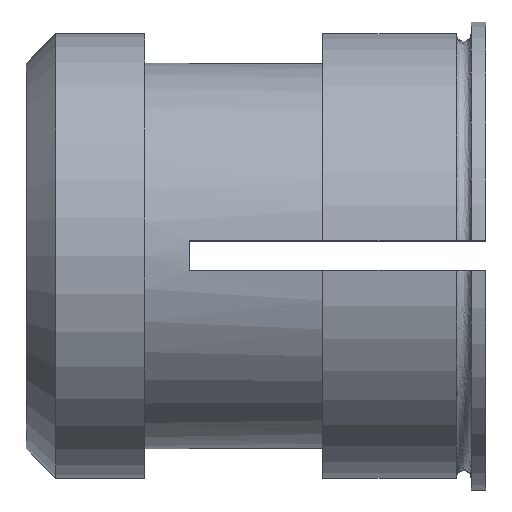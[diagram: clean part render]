
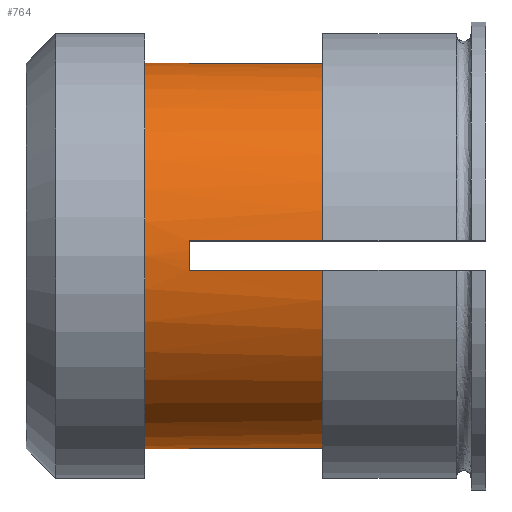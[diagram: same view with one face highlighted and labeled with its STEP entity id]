
A CAD part, top view. The second image highlights one B-rep face of the part: STEP entity #764.
In plain terms, the highlighted cylindrical face has radius 6.5 mm (diameter 13 mm), a partial arc.
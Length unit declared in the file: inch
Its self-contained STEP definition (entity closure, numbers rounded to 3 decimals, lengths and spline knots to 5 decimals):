
#9 = VECTOR ( 'NONE', #977, 39.37008 ) ;
#40 = ORIENTED_EDGE ( 'NONE', *, *, #794, .T. ) ;
#42 = CIRCLE ( 'NONE', #1696, 0.25591 ) ;
#57 = EDGE_CURVE ( 'NONE', #671, #1703, #1440, .T. ) ;
#60 = EDGE_CURVE ( 'NONE', #671, #861, #42, .T. ) ;
#106 = DIRECTION ( 'NONE',  ( -1., 0., 0. ) ) ;
#108 = DIRECTION ( 'NONE',  ( -1., 0., 0. ) ) ;
#151 = DIRECTION ( 'NONE',  ( 1., 0., 0. ) ) ;
#164 = CIRCLE ( 'NONE', #609, 0.25591 ) ;
#287 = DIRECTION ( 'NONE',  ( 0., 0., -1. ) ) ;
#306 = AXIS2_PLACEMENT_3D ( 'NONE', #1414, #1727, #1132 ) ;
#308 = CARTESIAN_POINT ( 'NONE',  ( -0.03051, -0.25591, 0. ) ) ;
#315 = CARTESIAN_POINT ( 'NONE',  ( 0.15748, -0.25591, 0. ) ) ;
#362 = CARTESIAN_POINT ( 'NONE',  ( 0.61024, -0.25515, 0.01969 ) ) ;
#377 = CARTESIAN_POINT ( 'NONE',  ( 0.3937, 0.01969, 0.25515 ) ) ;
#380 = CARTESIAN_POINT ( 'NONE',  ( 0.15748, 0., 0. ) ) ;
#393 = LINE ( 'NONE', #1212, #934 ) ;
#402 = DIRECTION ( 'NONE',  ( -1., 0., 0. ) ) ;
#414 = FACE_OUTER_BOUND ( 'NONE', #1656, .T. ) ;
#415 = VERTEX_POINT ( 'NONE', #1740 ) ;
#467 = CARTESIAN_POINT ( 'NONE',  ( 0.15748, 0.25591, 0. ) ) ;
#469 = VECTOR ( 'NONE', #678, 39.37008 ) ;
#547 = VERTEX_POINT ( 'NONE', #467 ) ;
#550 = DIRECTION ( 'NONE',  ( 0., 0., -1. ) ) ;
#557 = ORIENTED_EDGE ( 'NONE', *, *, #1112, .T. ) ;
#570 = AXIS2_PLACEMENT_3D ( 'NONE', #1526, #402, #550 ) ;
#573 = CIRCLE ( 'NONE', #739, 0.25591 ) ;
#609 = AXIS2_PLACEMENT_3D ( 'NONE', #1732, #913, #287 ) ;
#614 = CIRCLE ( 'NONE', #1067, 0.25591 ) ;
#617 = VERTEX_POINT ( 'NONE', #1464 ) ;
#637 = DIRECTION ( 'NONE',  ( -1., 0., 0. ) ) ;
#655 = ORIENTED_EDGE ( 'NONE', *, *, #1312, .T. ) ;
#671 = VERTEX_POINT ( 'NONE', #1422 ) ;
#677 = VERTEX_POINT ( 'NONE', #1896 ) ;
#678 = DIRECTION ( 'NONE',  ( 1., 0., 0. ) ) ;
#684 = CARTESIAN_POINT ( 'NONE',  ( 0.21654, 0., 0. ) ) ;
#728 = ORIENTED_EDGE ( 'NONE', *, *, #1299, .F. ) ;
#739 = AXIS2_PLACEMENT_3D ( 'NONE', #1859, #890, #1076 ) ;
#764 = ADVANCED_FACE ( 'NONE', ( #414 ), #1091, .T. ) ;
#769 = VECTOR ( 'NONE', #108, 39.37008 ) ;
#793 = VERTEX_POINT ( 'NONE', #315 ) ;
#794 = EDGE_CURVE ( 'NONE', #793, #415, #1783, .T. ) ;
#820 = CIRCLE ( 'NONE', #570, 0.25591 ) ;
#861 = VERTEX_POINT ( 'NONE', #1192 ) ;
#872 = ORIENTED_EDGE ( 'NONE', *, *, #1163, .F. ) ;
#874 = EDGE_CURVE ( 'NONE', #1050, #1037, #1816, .T. ) ;
#890 = DIRECTION ( 'NONE',  ( 1., 0., 0. ) ) ;
#901 = VECTOR ( 'NONE', #151, 39.37008 ) ;
#913 = DIRECTION ( 'NONE',  ( -1., 0., 0. ) ) ;
#931 = ORIENTED_EDGE ( 'NONE', *, *, #1955, .T. ) ;
#934 = VECTOR ( 'NONE', #106, 39.37008 ) ;
#977 = DIRECTION ( 'NONE',  ( 1., 0., 0. ) ) ;
#986 = CARTESIAN_POINT ( 'NONE',  ( 0.61024, 0.01969, 0.25515 ) ) ;
#1037 = VERTEX_POINT ( 'NONE', #1826 ) ;
#1050 = VERTEX_POINT ( 'NONE', #1550 ) ;
#1053 = DIRECTION ( 'NONE',  ( -1., 0., 0. ) ) ;
#1067 = AXIS2_PLACEMENT_3D ( 'NONE', #380, #1053, #1675 ) ;
#1076 = DIRECTION ( 'NONE',  ( 0., 0., -1. ) ) ;
#1089 = ORIENTED_EDGE ( 'NONE', *, *, #57, .T. ) ;
#1091 = CYLINDRICAL_SURFACE ( 'NONE', #306, 0.25591 ) ;
#1112 = EDGE_CURVE ( 'NONE', #677, #861, #1256, .T. ) ;
#1132 = DIRECTION ( 'NONE',  ( 0., 0., -1. ) ) ;
#1133 = CARTESIAN_POINT ( 'NONE',  ( 0.21654, 0., 0. ) ) ;
#1158 = CARTESIAN_POINT ( 'NONE',  ( 0.3937, 0.25515, 0.01969 ) ) ;
#1163 = EDGE_CURVE ( 'NONE', #1050, #415, #573, .T. ) ;
#1167 = VERTEX_POINT ( 'NONE', #1521 ) ;
#1192 = CARTESIAN_POINT ( 'NONE',  ( 0.21654, -0.01969, 0.25515 ) ) ;
#1212 = CARTESIAN_POINT ( 'NONE',  ( -0.03051, 0.25591, 0. ) ) ;
#1223 = DIRECTION ( 'NONE',  ( 0., 0., -1. ) ) ;
#1224 = CARTESIAN_POINT ( 'NONE',  ( 0.61024, -0.01969, 0.25515 ) ) ;
#1256 = LINE ( 'NONE', #1224, #769 ) ;
#1275 = DIRECTION ( 'NONE',  ( 0., 0., -1. ) ) ;
#1299 = EDGE_CURVE ( 'NONE', #793, #547, #614, .T. ) ;
#1312 = EDGE_CURVE ( 'NONE', #617, #1167, #1787, .T. ) ;
#1340 = DIRECTION ( 'NONE',  ( -1., 0., 0. ) ) ;
#1414 = CARTESIAN_POINT ( 'NONE',  ( -0.03051, 0., 0. ) ) ;
#1422 = CARTESIAN_POINT ( 'NONE',  ( 0.21654, 0.01969, 0.25515 ) ) ;
#1440 = LINE ( 'NONE', #986, #901 ) ;
#1445 = CARTESIAN_POINT ( 'NONE',  ( 0.61024, 0.25515, 0.01969 ) ) ;
#1452 = VECTOR ( 'NONE', #637, 39.37008 ) ;
#1454 = DIRECTION ( 'NONE',  ( 1., 0., 0. ) ) ;
#1464 = CARTESIAN_POINT ( 'NONE',  ( 0.21654, 0.25515, 0.01969 ) ) ;
#1466 = EDGE_CURVE ( 'NONE', #1167, #547, #393, .T. ) ;
#1475 = ORIENTED_EDGE ( 'NONE', *, *, #60, .F. ) ;
#1521 = CARTESIAN_POINT ( 'NONE',  ( 0.21654, 0.25591, 0. ) ) ;
#1526 = CARTESIAN_POINT ( 'NONE',  ( 0.3937, 0., 0. ) ) ;
#1550 = CARTESIAN_POINT ( 'NONE',  ( 0.21654, -0.25515, 0.01969 ) ) ;
#1554 = ORIENTED_EDGE ( 'NONE', *, *, #874, .T. ) ;
#1656 = EDGE_LOOP ( 'NONE', ( #557, #1475, #1089, #1827, #931, #655, #1898, #728, #40, #872, #1554, #2081 ) ) ;
#1675 = DIRECTION ( 'NONE',  ( 0., 0., -1. ) ) ;
#1696 = AXIS2_PLACEMENT_3D ( 'NONE', #1133, #1454, #1275 ) ;
#1703 = VERTEX_POINT ( 'NONE', #377 ) ;
#1726 = EDGE_CURVE ( 'NONE', #1703, #1907, #820, .T. ) ;
#1727 = DIRECTION ( 'NONE',  ( 1., 0., 0. ) ) ;
#1732 = CARTESIAN_POINT ( 'NONE',  ( 0.3937, 0., 0. ) ) ;
#1740 = CARTESIAN_POINT ( 'NONE',  ( 0.21654, -0.25591, 0. ) ) ;
#1783 = LINE ( 'NONE', #308, #9 ) ;
#1787 = CIRCLE ( 'NONE', #1956, 0.25591 ) ;
#1816 = LINE ( 'NONE', #362, #469 ) ;
#1826 = CARTESIAN_POINT ( 'NONE',  ( 0.3937, -0.25515, 0.01969 ) ) ;
#1827 = ORIENTED_EDGE ( 'NONE', *, *, #1726, .T. ) ;
#1859 = CARTESIAN_POINT ( 'NONE',  ( 0.21654, 0., 0. ) ) ;
#1896 = CARTESIAN_POINT ( 'NONE',  ( 0.3937, -0.01969, 0.25515 ) ) ;
#1898 = ORIENTED_EDGE ( 'NONE', *, *, #1466, .T. ) ;
#1907 = VERTEX_POINT ( 'NONE', #1158 ) ;
#1955 = EDGE_CURVE ( 'NONE', #1907, #617, #2088, .T. ) ;
#1956 = AXIS2_PLACEMENT_3D ( 'NONE', #684, #1340, #1223 ) ;
#2081 = ORIENTED_EDGE ( 'NONE', *, *, #2092, .T. ) ;
#2088 = LINE ( 'NONE', #1445, #1452 ) ;
#2092 = EDGE_CURVE ( 'NONE', #1037, #677, #164, .T. ) ;
